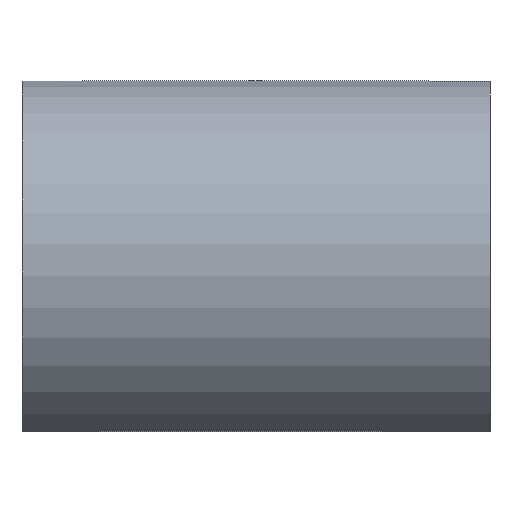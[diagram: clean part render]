
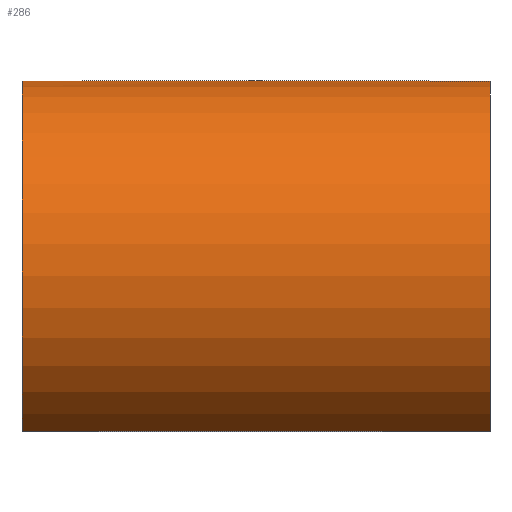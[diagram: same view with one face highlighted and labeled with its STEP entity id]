
A CAD part, left-side view. The second image highlights one B-rep face of the part: STEP entity #286.
In plain terms, the highlighted cylindrical face has radius 4 mm (diameter 8 mm), a partial arc.
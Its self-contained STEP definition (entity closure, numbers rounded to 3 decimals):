
#18=ELLIPSE('',#330,6.021,4.);
#19=ELLIPSE('',#331,6.021,4.);
#22=CYLINDRICAL_SURFACE('',#329,4.);
#28=LINE('',#502,#39);
#31=LINE('',#522,#42);
#34=LINE('',#540,#45);
#39=VECTOR('',#362,10.);
#42=VECTOR('',#365,10.);
#45=VECTOR('',#368,10.);
#58=FACE_OUTER_BOUND('',#74,.T.);
#74=EDGE_LOOP('',(#226,#227,#228,#229,#230,#231,#232));
#107=CIRCLE('',#328,4.);
#108=CIRCLE('',#332,4.);
#121=VERTEX_POINT('',#475);
#122=VERTEX_POINT('',#501);
#126=VERTEX_POINT('',#519);
#127=VERTEX_POINT('',#521);
#130=VERTEX_POINT('',#537);
#131=VERTEX_POINT('',#539);
#138=VERTEX_POINT('',#587);
#151=EDGE_CURVE('',#122,#121,#28,.T.);
#156=EDGE_CURVE('',#127,#126,#31,.T.);
#160=EDGE_CURVE('',#131,#130,#34,.T.);
#172=EDGE_CURVE('',#122,#126,#107,.T.);
#173=EDGE_CURVE('',#138,#121,#18,.T.);
#174=EDGE_CURVE('',#131,#138,#19,.T.);
#175=EDGE_CURVE('',#127,#130,#108,.T.);
#226=ORIENTED_EDGE('',*,*,#156,.T.);
#227=ORIENTED_EDGE('',*,*,#172,.F.);
#228=ORIENTED_EDGE('',*,*,#151,.T.);
#229=ORIENTED_EDGE('',*,*,#173,.F.);
#230=ORIENTED_EDGE('',*,*,#174,.F.);
#231=ORIENTED_EDGE('',*,*,#160,.T.);
#232=ORIENTED_EDGE('',*,*,#175,.F.);
#286=ADVANCED_FACE('',(#58),#22,.T.);
#328=AXIS2_PLACEMENT_3D('',#585,#394,#395);
#329=AXIS2_PLACEMENT_3D('',#586,#396,#397);
#330=AXIS2_PLACEMENT_3D('',#588,#398,#399);
#331=AXIS2_PLACEMENT_3D('',#589,#400,#401);
#332=AXIS2_PLACEMENT_3D('',#590,#402,#403);
#362=DIRECTION('',(0.,1.,0.));
#365=DIRECTION('',(0.,-1.,0.));
#368=DIRECTION('',(0.,1.,0.));
#394=DIRECTION('center_axis',(0.,-1.,0.));
#395=DIRECTION('ref_axis',(1.,0.,0.));
#396=DIRECTION('center_axis',(0.,1.,0.));
#397=DIRECTION('ref_axis',(0.,0.,1.));
#398=DIRECTION('center_axis',(0.747,0.664,0.));
#399=DIRECTION('ref_axis',(0.664,-0.747,0.));
#400=DIRECTION('center_axis',(0.747,-0.664,0.));
#401=DIRECTION('ref_axis',(0.664,0.747,0.));
#402=DIRECTION('center_axis',(0.,1.,0.));
#403=DIRECTION('ref_axis',(1.,0.,0.));
#475=CARTESIAN_POINT('',(1.936,-2.179,-3.5));
#501=CARTESIAN_POINT('',(1.936,-5.,-3.5));
#502=CARTESIAN_POINT('',(1.936,0.,-3.5));
#519=CARTESIAN_POINT('',(-1.936,-5.,-3.5));
#521=CARTESIAN_POINT('',(-1.936,5.,-3.5));
#522=CARTESIAN_POINT('',(-1.936,0.,-3.5));
#537=CARTESIAN_POINT('',(1.936,5.,-3.5));
#539=CARTESIAN_POINT('',(1.936,2.179,-3.5));
#540=CARTESIAN_POINT('',(1.936,0.,-3.5));
#585=CARTESIAN_POINT('Origin',(0.,-5.,0.));
#586=CARTESIAN_POINT('Origin',(0.,0.,0.));
#587=CARTESIAN_POINT('',(0.,0.,4.));
#588=CARTESIAN_POINT('Origin',(0.,0.,0.));
#589=CARTESIAN_POINT('Origin',(0.,0.,0.));
#590=CARTESIAN_POINT('Origin',(0.,5.,0.));
